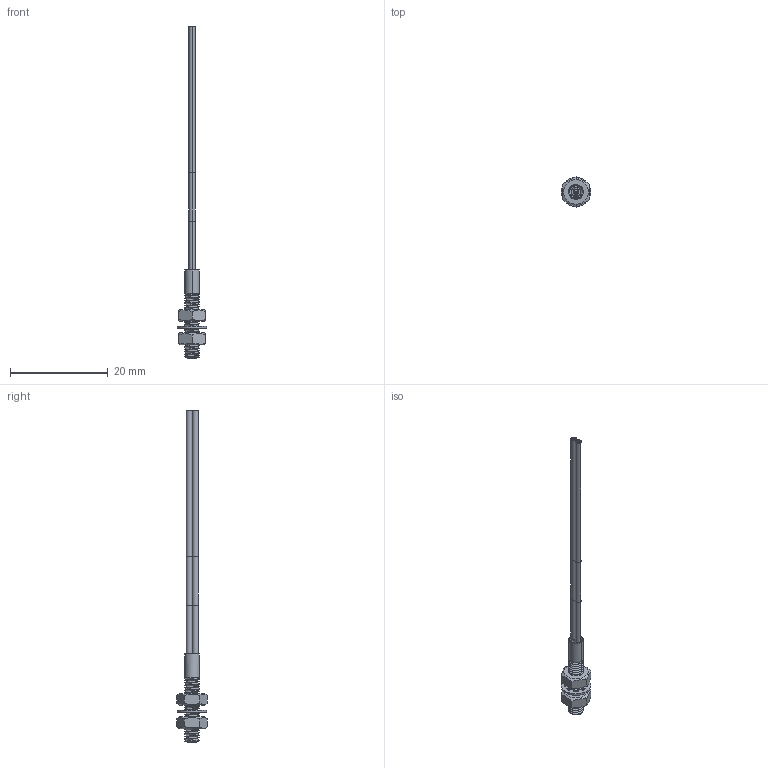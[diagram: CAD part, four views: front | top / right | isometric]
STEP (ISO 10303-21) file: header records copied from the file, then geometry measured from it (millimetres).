
FILE_DESCRIPTION((''),'2;1');
FILE_NAME('161886_ASM','2016-01-05T',('pdmadmin'),(''),'PRO/ENGINEER BY PARAMETRIC TECHNOLOGY CORPORATION, 2013230','PRO/ENGINEER BY PARAMETRIC TECHNOLOGY CORPORATION, 2013230','');
FILE_SCHEMA(('CONFIG_CONTROL_DESIGN'));
Products named in the file (7): 39432; FIBER_CORE_9X_-25_010_1X_-5_020; 39413; 39412; 39254; 39253; 161886_ASM
Assembly tree (7 placements, depth 2):
  161886_ASM
    39432
    FIBER_CORE_9X_-25_010_1X_-5_020
    39413
    39412
    39254
    39253  x2
Bounding box: 6 x 6.35 x 68.03 mm (x, y, z)
Volume: 304.3 mm3; surface area: 1738.2 mm2
Topology: 17 solids, 29 shells, 269 faces, 669 edges, 434 vertices
Faces by surface type: cylinder 155, plane 62, bspline 42, cone 10
Entity records: 13252 total; most frequent: CARTESIAN_POINT 7346, ORIENTED_EDGE 1186, DIRECTION 1159, EDGE_CURVE 631, AXIS2_PLACEMENT_3D 466, VERTEX_POINT 410, EDGE_LOOP 261, FACE_OUTER_BOUND 253
